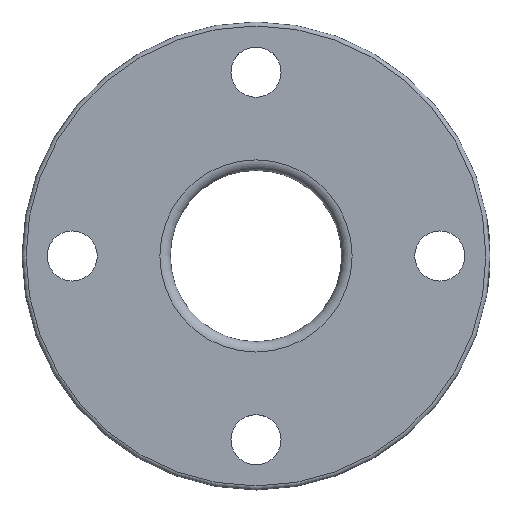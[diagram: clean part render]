
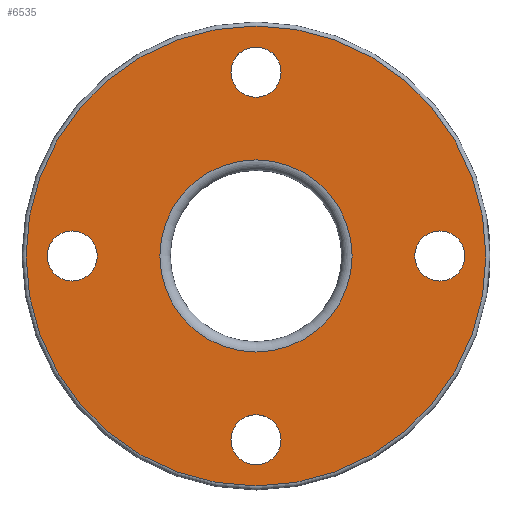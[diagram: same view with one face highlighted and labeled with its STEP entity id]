
A CAD part, top view. The second image highlights one B-rep face of the part: STEP entity #6535.
In plain terms, the highlighted planar face has unit normal (0, 0, 1).
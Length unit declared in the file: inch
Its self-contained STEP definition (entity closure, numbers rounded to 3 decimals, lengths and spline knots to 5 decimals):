
#67=FACE_BOUND('',#1153,.T.);
#68=FACE_BOUND('',#1154,.T.);
#69=FACE_BOUND('',#1155,.T.);
#70=FACE_BOUND('',#1156,.T.);
#71=FACE_BOUND('',#1157,.T.);
#72=FACE_BOUND('',#1158,.T.);
#203=PLANE('',#6842);
#1153=EDGE_LOOP('',(#6095));
#1154=EDGE_LOOP('',(#6096));
#1155=EDGE_LOOP('',(#6097));
#1156=EDGE_LOOP('',(#6098));
#1157=EDGE_LOOP('',(#6099));
#1158=EDGE_LOOP('',(#6100));
#1290=CIRCLE('',#6828,0.375);
#1292=CIRCLE('',#6831,0.375);
#1294=CIRCLE('',#6834,0.375);
#1296=CIRCLE('',#6837,0.375);
#1299=CIRCLE('',#6841,1.4375);
#1300=CIRCLE('',#6843,3.44);
#3199=VERTEX_POINT('',#15073);
#3201=VERTEX_POINT('',#15078);
#3203=VERTEX_POINT('',#15083);
#3205=VERTEX_POINT('',#15088);
#3208=VERTEX_POINT('',#15095);
#3209=VERTEX_POINT('',#15098);
#4168=EDGE_CURVE('',#3199,#3199,#1290,.T.);
#4170=EDGE_CURVE('',#3201,#3201,#1292,.T.);
#4172=EDGE_CURVE('',#3203,#3203,#1294,.T.);
#4174=EDGE_CURVE('',#3205,#3205,#1296,.T.);
#4177=EDGE_CURVE('',#3208,#3208,#1299,.T.);
#4178=EDGE_CURVE('',#3209,#3209,#1300,.T.);
#6095=ORIENTED_EDGE('',*,*,#4168,.T.);
#6096=ORIENTED_EDGE('',*,*,#4170,.T.);
#6097=ORIENTED_EDGE('',*,*,#4172,.T.);
#6098=ORIENTED_EDGE('',*,*,#4174,.T.);
#6099=ORIENTED_EDGE('',*,*,#4178,.F.);
#6100=ORIENTED_EDGE('',*,*,#4177,.F.);
#6535=ADVANCED_FACE('',(#67,#68,#69,#70,#71,#72),#203,.T.);
#6828=AXIS2_PLACEMENT_3D('',#15074,#7853,#7854);
#6831=AXIS2_PLACEMENT_3D('',#15079,#7859,#7860);
#6834=AXIS2_PLACEMENT_3D('',#15084,#7865,#7866);
#6837=AXIS2_PLACEMENT_3D('',#15089,#7871,#7872);
#6841=AXIS2_PLACEMENT_3D('',#15096,#7879,#7880);
#6842=AXIS2_PLACEMENT_3D('',#15097,#7881,#7882);
#6843=AXIS2_PLACEMENT_3D('',#15099,#7883,#7884);
#7853=DIRECTION('center_axis',(0.,0.,-1.));
#7854=DIRECTION('ref_axis',(0.,1.,0.));
#7859=DIRECTION('center_axis',(0.,0.,-1.));
#7860=DIRECTION('ref_axis',(1.,0.,0.));
#7865=DIRECTION('center_axis',(0.,0.,-1.));
#7866=DIRECTION('ref_axis',(0.,-1.,0.));
#7871=DIRECTION('center_axis',(0.,0.,-1.));
#7872=DIRECTION('ref_axis',(-1.,0.,0.));
#7879=DIRECTION('center_axis',(0.,0.,1.));
#7880=DIRECTION('ref_axis',(-1.,0.,0.));
#7881=DIRECTION('center_axis',(0.,0.,1.));
#7882=DIRECTION('ref_axis',(1.,0.,0.));
#7883=DIRECTION('center_axis',(0.,0.,-1.));
#7884=DIRECTION('ref_axis',(-1.,0.,0.));
#15073=CARTESIAN_POINT('',(2.75,-0.375,0.438));
#15074=CARTESIAN_POINT('Origin',(2.75,0.,0.438));
#15078=CARTESIAN_POINT('',(-0.375,-2.75,0.438));
#15079=CARTESIAN_POINT('Origin',(0.,-2.75,0.438));
#15083=CARTESIAN_POINT('',(-2.75,0.375,0.438));
#15084=CARTESIAN_POINT('Origin',(-2.75,0.,0.438));
#15088=CARTESIAN_POINT('',(0.375,2.75,0.438));
#15089=CARTESIAN_POINT('Origin',(0.,2.75,0.438));
#15095=CARTESIAN_POINT('',(1.4375,0.,0.438));
#15096=CARTESIAN_POINT('Origin',(0.,0.,0.438));
#15097=CARTESIAN_POINT('Origin',(0.,0.,0.438));
#15098=CARTESIAN_POINT('',(3.44,0.,0.438));
#15099=CARTESIAN_POINT('Origin',(0.,0.,0.438));
